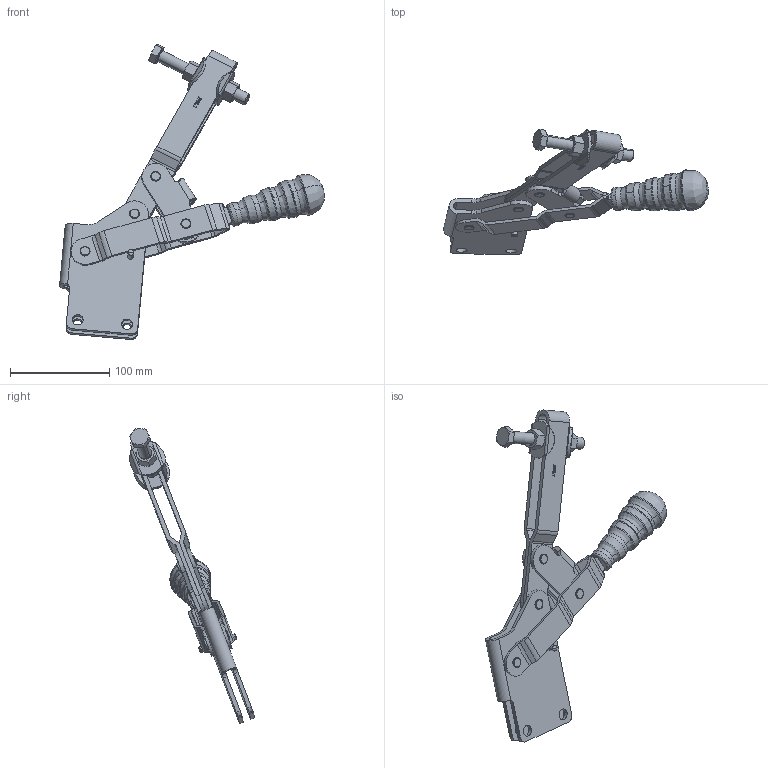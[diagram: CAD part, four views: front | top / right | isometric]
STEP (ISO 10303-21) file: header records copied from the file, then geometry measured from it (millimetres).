
FILE_DESCRIPTION((''),'2;1');
FILE_NAME('216.1-opened.stp','2005-09-27T21:20:21',('Kysilko'),(''),'Autodesk Inventor 8','Autodesk Inventor 8','');
FILE_SCHEMA(('AUTOMOTIVE_DESIGN { 1 0 10303 214 1 1 1 1 }'));
Length unit declared in the file: millimetre
Products named in the file (1): Part27
Bounding box: 266.62 x 125.69 x 297.03 mm (x, y, z)
Volume: 275892.9 mm3; surface area: 118709 mm2
Topology: 1 solids, 3 shells, 1453 faces, 5023 edges, 3168 vertices
Faces by surface type: plane 726, cone 358, cylinder 225, bspline 118, torus 24, sphere 2
Entity records: 58405 total; most frequent: CARTESIAN_POINT 15546, ORIENTED_EDGE 10026, DIRECTION 8715, EDGE_CURVE 5013, VERTEX_POINT 3168, AXIS2_PLACEMENT_3D 3090, VECTOR 2535, LINE 2535
